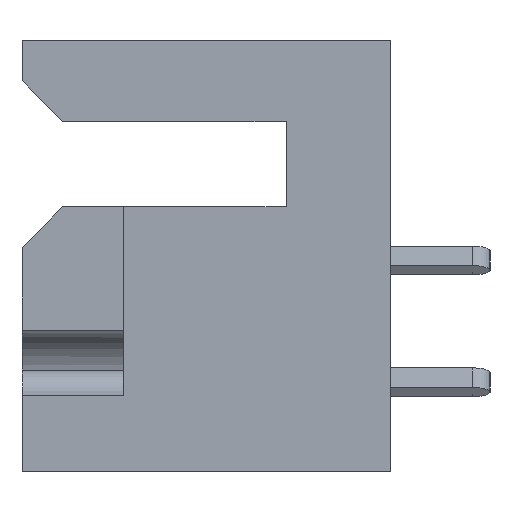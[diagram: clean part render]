
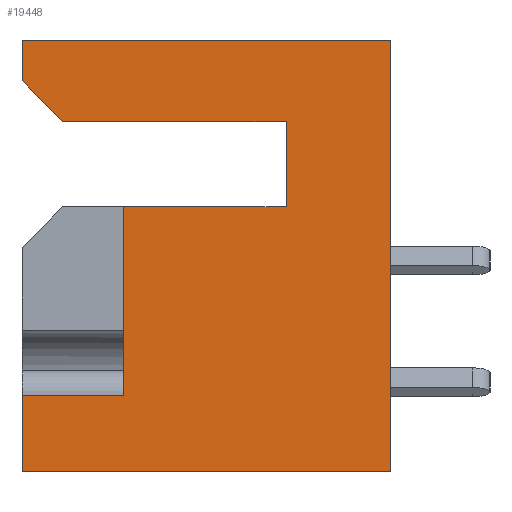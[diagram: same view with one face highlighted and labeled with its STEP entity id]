
A CAD part, left-side view. The second image highlights one B-rep face of the part: STEP entity #19448.
In plain terms, the highlighted planar face has unit normal (-1, 0, 0).
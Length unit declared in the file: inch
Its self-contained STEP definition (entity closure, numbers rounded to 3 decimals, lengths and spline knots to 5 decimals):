
#93 = LINE ( 'NONE', #17484, #18629 ) ;
#160 = EDGE_CURVE ( 'NONE', #19970, #9857, #93, .T. ) ;
#181 = AXIS2_PLACEMENT_3D ( 'NONE', #3809, #494, #7259 ) ;
#246 = EDGE_CURVE ( 'NONE', #8552, #14516, #366, .T. ) ;
#366 = LINE ( 'NONE', #17546, #5788 ) ;
#494 = DIRECTION ( 'NONE',  ( 1., 0., 0. ) ) ;
#561 = PLANE ( 'NONE',  #181 ) ;
#767 = CARTESIAN_POINT ( 'NONE',  ( 0., 0.453, 0. ) ) ;
#979 = CARTESIAN_POINT ( 'NONE',  ( 0., 0.453, 0. ) ) ;
#1074 = DIRECTION ( 'NONE',  ( 0., 0., 1. ) ) ;
#1144 = EDGE_CURVE ( 'NONE', #14516, #2354, #15492, .T. ) ;
#1517 = DIRECTION ( 'NONE',  ( 0., 1., 0. ) ) ;
#1764 = CARTESIAN_POINT ( 'NONE',  ( 0., 0., -0.531 ) ) ;
#1860 = CARTESIAN_POINT ( 'NONE',  ( 0., 0.403, -0.1 ) ) ;
#2294 = CARTESIAN_POINT ( 'NONE',  ( 0., 0.453, -0.531 ) ) ;
#2354 = VERTEX_POINT ( 'NONE', #10650 ) ;
#2548 = ORIENTED_EDGE ( 'NONE', *, *, #19797, .T. ) ;
#3296 = ORIENTED_EDGE ( 'NONE', *, *, #15269, .T. ) ;
#3405 = CARTESIAN_POINT ( 'NONE',  ( 0., 0.453, 0. ) ) ;
#3633 = ORIENTED_EDGE ( 'NONE', *, *, #14426, .F. ) ;
#3809 = CARTESIAN_POINT ( 'NONE',  ( 0., 0.453, 0. ) ) ;
#3833 = VECTOR ( 'NONE', #19009, 39.37008 ) ;
#4549 = CARTESIAN_POINT ( 'NONE',  ( 0., 0.328, -0.437 ) ) ;
#4729 = DIRECTION ( 'NONE',  ( 0., -1., 0. ) ) ;
#4931 = VERTEX_POINT ( 'NONE', #1764 ) ;
#5638 = ORIENTED_EDGE ( 'NONE', *, *, #20821, .T. ) ;
#5788 = VECTOR ( 'NONE', #1074, 39.37008 ) ;
#5839 = EDGE_CURVE ( 'NONE', #8552, #21173, #18571, .T. ) ;
#6061 = CARTESIAN_POINT ( 'NONE',  ( 0., 0.453, -0.437 ) ) ;
#6140 = LINE ( 'NONE', #12819, #18744 ) ;
#6244 = ORIENTED_EDGE ( 'NONE', *, *, #18980, .F. ) ;
#7259 = DIRECTION ( 'NONE',  ( 0., 0., -1. ) ) ;
#8264 = CARTESIAN_POINT ( 'NONE',  ( 0., 0.453, -0.05 ) ) ;
#8396 = VECTOR ( 'NONE', #20213, 39.37008 ) ;
#8552 = VERTEX_POINT ( 'NONE', #8264 ) ;
#9857 = VERTEX_POINT ( 'NONE', #10232 ) ;
#10084 = CARTESIAN_POINT ( 'NONE',  ( 0., 0.328, -0.437 ) ) ;
#10201 = LINE ( 'NONE', #17960, #19493 ) ;
#10232 = CARTESIAN_POINT ( 'NONE',  ( 0., 0.328, -0.205 ) ) ;
#10593 = CARTESIAN_POINT ( 'NONE',  ( 0., 0.128, -0.205 ) ) ;
#10650 = CARTESIAN_POINT ( 'NONE',  ( 0., 0., 0. ) ) ;
#10785 = LINE ( 'NONE', #21033, #13608 ) ;
#11427 = DIRECTION ( 'NONE',  ( 0., -1., 0. ) ) ;
#11556 = ORIENTED_EDGE ( 'NONE', *, *, #1144, .F. ) ;
#11819 = VERTEX_POINT ( 'NONE', #2294 ) ;
#11935 = LINE ( 'NONE', #4549, #18149 ) ;
#11992 = ORIENTED_EDGE ( 'NONE', *, *, #5839, .T. ) ;
#12819 = CARTESIAN_POINT ( 'NONE',  ( 0., 0.453, -0.531 ) ) ;
#12858 = ORIENTED_EDGE ( 'NONE', *, *, #13646, .T. ) ;
#13608 = VECTOR ( 'NONE', #1517, 39.37008 ) ;
#13646 = EDGE_CURVE ( 'NONE', #17621, #9857, #17186, .T. ) ;
#13834 = LINE ( 'NONE', #14324, #3833 ) ;
#14002 = CARTESIAN_POINT ( 'NONE',  ( 0., 0.403, -0.1 ) ) ;
#14054 = EDGE_CURVE ( 'NONE', #17621, #20852, #10201, .T. ) ;
#14192 = VECTOR ( 'NONE', #18831, 39.37008 ) ;
#14213 = VECTOR ( 'NONE', #11427, 39.37008 ) ;
#14324 = CARTESIAN_POINT ( 'NONE',  ( 0., 0., 0. ) ) ;
#14426 = EDGE_CURVE ( 'NONE', #11819, #15173, #19212, .T. ) ;
#14516 = VERTEX_POINT ( 'NONE', #767 ) ;
#15136 = FACE_OUTER_BOUND ( 'NONE', #20060, .T. ) ;
#15173 = VERTEX_POINT ( 'NONE', #6061 ) ;
#15269 = EDGE_CURVE ( 'NONE', #19970, #15173, #11935, .T. ) ;
#15492 = LINE ( 'NONE', #3405, #14213 ) ;
#15531 = DIRECTION ( 'NONE',  ( 0., 0., 1. ) ) ;
#15878 = VECTOR ( 'NONE', #20769, 39.37008 ) ;
#16187 = DIRECTION ( 'NONE',  ( 0., 1., 0. ) ) ;
#16547 = CARTESIAN_POINT ( 'NONE',  ( 0., 0.128, -0.205 ) ) ;
#17186 = LINE ( 'NONE', #16547, #8396 ) ;
#17200 = ORIENTED_EDGE ( 'NONE', *, *, #14054, .F. ) ;
#17459 = ORIENTED_EDGE ( 'NONE', *, *, #160, .F. ) ;
#17484 = CARTESIAN_POINT ( 'NONE',  ( 0., 0.328, -0.205 ) ) ;
#17546 = CARTESIAN_POINT ( 'NONE',  ( 0., 0.453, 0. ) ) ;
#17621 = VERTEX_POINT ( 'NONE', #10593 ) ;
#17960 = CARTESIAN_POINT ( 'NONE',  ( 0., 0.128, -0.1 ) ) ;
#18149 = VECTOR ( 'NONE', #16187, 39.37008 ) ;
#18460 = DIRECTION ( 'NONE',  ( 0., 0., 1. ) ) ;
#18571 = LINE ( 'NONE', #14002, #14192 ) ;
#18629 = VECTOR ( 'NONE', #15531, 39.37008 ) ;
#18744 = VECTOR ( 'NONE', #4729, 39.37008 ) ;
#18831 = DIRECTION ( 'NONE',  ( 0., -0.707, -0.707 ) ) ;
#18980 = EDGE_CURVE ( 'NONE', #20852, #21173, #10785, .T. ) ;
#19009 = DIRECTION ( 'NONE',  ( 0., 0., 1. ) ) ;
#19212 = LINE ( 'NONE', #979, #15878 ) ;
#19220 = CARTESIAN_POINT ( 'NONE',  ( 0., 0.128, -0.1 ) ) ;
#19413 = ORIENTED_EDGE ( 'NONE', *, *, #246, .F. ) ;
#19448 = ADVANCED_FACE ( 'NONE', ( #15136 ), #561, .F. ) ;
#19493 = VECTOR ( 'NONE', #18460, 39.37008 ) ;
#19797 = EDGE_CURVE ( 'NONE', #11819, #4931, #6140, .T. ) ;
#19970 = VERTEX_POINT ( 'NONE', #10084 ) ;
#20060 = EDGE_LOOP ( 'NONE', ( #3296, #3633, #2548, #5638, #11556, #19413, #11992, #6244, #17200, #12858, #17459 ) ) ;
#20213 = DIRECTION ( 'NONE',  ( 0., 1., 0. ) ) ;
#20769 = DIRECTION ( 'NONE',  ( 0., 0., 1. ) ) ;
#20821 = EDGE_CURVE ( 'NONE', #4931, #2354, #13834, .T. ) ;
#20852 = VERTEX_POINT ( 'NONE', #19220 ) ;
#21033 = CARTESIAN_POINT ( 'NONE',  ( 0., 0.128, -0.1 ) ) ;
#21173 = VERTEX_POINT ( 'NONE', #1860 ) ;
